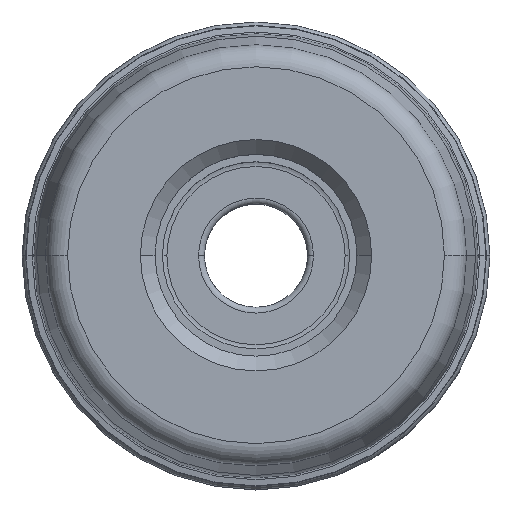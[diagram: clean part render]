
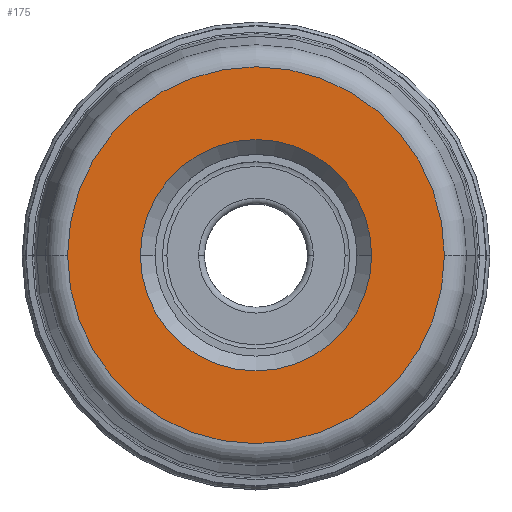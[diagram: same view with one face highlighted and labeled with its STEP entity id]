
A CAD part, top view. The second image highlights one B-rep face of the part: STEP entity #175.
In plain terms, the highlighted planar face has unit normal (0, 0, 1).
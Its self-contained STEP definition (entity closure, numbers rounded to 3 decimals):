
#28=PLANE('',#1712);
#34=FACE_BOUND('',#355,.T.);
#35=FACE_BOUND('',#356,.T.);
#175=ADVANCED_FACE('',(#34,#35),#28,.F.);
#355=EDGE_LOOP('',(#591,#592,#593,#594));
#356=EDGE_LOOP('',(#595,#596,#597,#598));
#591=ORIENTED_EDGE('',*,*,#1075,.F.);
#592=ORIENTED_EDGE('',*,*,#1074,.F.);
#593=ORIENTED_EDGE('',*,*,#1070,.F.);
#594=ORIENTED_EDGE('',*,*,#1069,.F.);
#595=ORIENTED_EDGE('',*,*,#1076,.F.);
#596=ORIENTED_EDGE('',*,*,#1077,.F.);
#597=ORIENTED_EDGE('',*,*,#1078,.F.);
#598=ORIENTED_EDGE('',*,*,#1079,.F.);
#891=VERTEX_POINT('',#3671);
#892=VERTEX_POINT('',#3673);
#893=VERTEX_POINT('',#3675);
#895=VERTEX_POINT('',#3682);
#896=VERTEX_POINT('',#3686);
#897=VERTEX_POINT('',#3687);
#898=VERTEX_POINT('',#3689);
#899=VERTEX_POINT('',#3691);
#1069=EDGE_CURVE('',#891,#892,#1300,.T.);
#1070=EDGE_CURVE('',#892,#893,#1301,.T.);
#1074=EDGE_CURVE('',#893,#895,#1305,.T.);
#1075=EDGE_CURVE('',#895,#891,#1306,.T.);
#1076=EDGE_CURVE('',#896,#897,#1307,.T.);
#1077=EDGE_CURVE('',#898,#896,#1308,.T.);
#1078=EDGE_CURVE('',#899,#898,#1309,.T.);
#1079=EDGE_CURVE('',#897,#899,#1310,.T.);
#1300=CIRCLE('',#1699,12.788);
#1301=CIRCLE('',#1700,12.788);
#1305=CIRCLE('',#1705,12.788);
#1306=CIRCLE('',#1706,12.788);
#1307=CIRCLE('',#1708,7.85);
#1308=CIRCLE('',#1709,7.85);
#1309=CIRCLE('',#1710,7.85);
#1310=CIRCLE('',#1711,7.85);
#1699=AXIS2_PLACEMENT_3D('',#3672,#2085,#2086);
#1700=AXIS2_PLACEMENT_3D('',#3674,#2087,#2088);
#1705=AXIS2_PLACEMENT_3D('',#3681,#2097,#2098);
#1706=AXIS2_PLACEMENT_3D('',#3683,#2099,#2100);
#1708=AXIS2_PLACEMENT_3D('',#3685,#2103,#2104);
#1709=AXIS2_PLACEMENT_3D('',#3688,#2105,#2106);
#1710=AXIS2_PLACEMENT_3D('',#3690,#2107,#2108);
#1711=AXIS2_PLACEMENT_3D('',#3692,#2109,#2110);
#1712=AXIS2_PLACEMENT_3D('',#3693,#2111,#2112);
#2085=DIRECTION('',(0.,0.,-1.));
#2086=DIRECTION('',(1.,0.,0.));
#2087=DIRECTION('',(0.,0.,-1.));
#2088=DIRECTION('',(1.,-0.002,0.));
#2097=DIRECTION('',(0.,0.,-1.));
#2098=DIRECTION('',(-1.,0.,0.));
#2099=DIRECTION('',(0.,0.,-1.));
#2100=DIRECTION('',(-1.,0.002,0.));
#2103=DIRECTION('',(0.,0.,1.));
#2104=DIRECTION('',(0.,-1.,0.));
#2105=DIRECTION('',(0.,0.,1.));
#2106=DIRECTION('',(-1.,0.,0.));
#2107=DIRECTION('',(0.,0.,1.));
#2108=DIRECTION('',(0.,1.,0.));
#2109=DIRECTION('',(0.,0.,1.));
#2110=DIRECTION('',(1.,0.,0.));
#2111=DIRECTION('',(0.,0.,-1.));
#2112=DIRECTION('',(-1.,0.,0.));
#3671=CARTESIAN_POINT('',(12.788,0.,0.));
#3672=CARTESIAN_POINT('',(0.,0.,0.));
#3673=CARTESIAN_POINT('',(12.787,-0.02,0.));
#3674=CARTESIAN_POINT('',(0.,0.,0.));
#3675=CARTESIAN_POINT('',(-12.788,0.,0.));
#3681=CARTESIAN_POINT('',(0.,0.,0.));
#3682=CARTESIAN_POINT('',(-12.787,0.02,0.));
#3683=CARTESIAN_POINT('',(0.,0.,0.));
#3685=CARTESIAN_POINT('',(0.,0.,0.));
#3686=CARTESIAN_POINT('',(0.,-7.85,0.));
#3687=CARTESIAN_POINT('',(7.85,0.,0.));
#3688=CARTESIAN_POINT('',(0.,0.,0.));
#3689=CARTESIAN_POINT('',(-7.85,0.,0.));
#3690=CARTESIAN_POINT('',(0.,0.,0.));
#3691=CARTESIAN_POINT('',(0.,7.85,0.));
#3692=CARTESIAN_POINT('',(0.,0.,0.));
#3693=CARTESIAN_POINT('',(0.,0.,0.));
